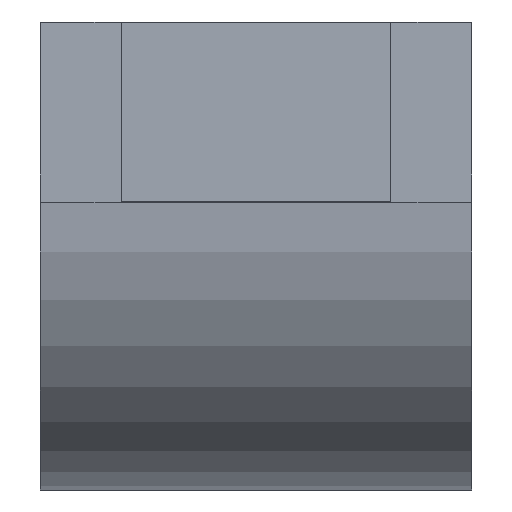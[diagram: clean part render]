
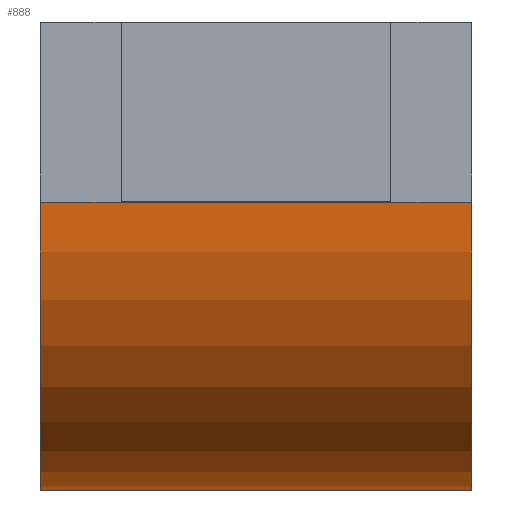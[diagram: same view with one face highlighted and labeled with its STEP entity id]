
A CAD part, top view. The second image highlights one B-rep face of the part: STEP entity #888.
In plain terms, the highlighted cylindrical face has radius 8 mm (diameter 16 mm), a partial arc.
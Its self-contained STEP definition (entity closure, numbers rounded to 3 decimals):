
#14 = LINE ( 'NONE', #379, #611 ) ;
#26 = VECTOR ( 'NONE', #598, 1000. ) ;
#27 = CARTESIAN_POINT ( 'NONE',  ( -70.3, -5., -8. ) ) ;
#29 = DIRECTION ( 'NONE',  ( -1., 0., 0. ) ) ;
#32 = VERTEX_POINT ( 'NONE', #664 ) ;
#36 = CARTESIAN_POINT ( 'NONE',  ( -70.3, -5., -8. ) ) ;
#64 = LINE ( 'NONE', #968, #26 ) ;
#81 = CARTESIAN_POINT ( 'NONE',  ( -70.3, -5., -8. ) ) ;
#117 = VECTOR ( 'NONE', #699, 1000. ) ;
#124 = EDGE_CURVE ( 'NONE', #32, #156, #160, .T. ) ;
#156 = VERTEX_POINT ( 'NONE', #225 ) ;
#157 = DIRECTION ( 'NONE',  ( 0., 0., 1. ) ) ;
#160 = LINE ( 'NONE', #299, #117 ) ;
#174 = VERTEX_POINT ( 'NONE', #614 ) ;
#189 = VERTEX_POINT ( 'NONE', #833 ) ;
#196 = AXIS2_PLACEMENT_3D ( 'NONE', #488, #29, #265 ) ;
#204 = EDGE_CURVE ( 'NONE', #875, #156, #639, .T. ) ;
#205 = CARTESIAN_POINT ( 'NONE',  ( -82.3, -5., -8. ) ) ;
#225 = CARTESIAN_POINT ( 'NONE',  ( -82.3, -5., 8. ) ) ;
#235 = CARTESIAN_POINT ( 'NONE',  ( -80.05, -5., -8. ) ) ;
#241 = EDGE_CURVE ( 'NONE', #189, #787, #915, .T. ) ;
#265 = DIRECTION ( 'NONE',  ( 0., 0., 1. ) ) ;
#299 = CARTESIAN_POINT ( 'NONE',  ( -70.3, -5., 8. ) ) ;
#306 = EDGE_CURVE ( 'NONE', #799, #174, #970, .T. ) ;
#323 = DIRECTION ( 'NONE',  ( -1., 0., 0. ) ) ;
#348 = DIRECTION ( 'NONE',  ( 0., 0., 1. ) ) ;
#352 = VECTOR ( 'NONE', #323, 1000. ) ;
#365 = FACE_OUTER_BOUND ( 'NONE', #670, .T. ) ;
#379 = CARTESIAN_POINT ( 'NONE',  ( -70.3, -5., 8. ) ) ;
#385 = DIRECTION ( 'NONE',  ( -1., 0., 0. ) ) ;
#387 = DIRECTION ( 'NONE',  ( -1., 0., 0. ) ) ;
#397 = AXIS2_PLACEMENT_3D ( 'NONE', #532, #387, #157 ) ;
#401 = ORIENTED_EDGE ( 'NONE', *, *, #306, .T. ) ;
#454 = DIRECTION ( 'NONE',  ( -1., 0., 0. ) ) ;
#488 = CARTESIAN_POINT ( 'NONE',  ( -70.3, -5., 0. ) ) ;
#532 = CARTESIAN_POINT ( 'NONE',  ( -82.3, -5., 0. ) ) ;
#562 = ORIENTED_EDGE ( 'NONE', *, *, #204, .F. ) ;
#565 = AXIS2_PLACEMENT_3D ( 'NONE', #586, #808, #348 ) ;
#571 = LINE ( 'NONE', #27, #352 ) ;
#586 = CARTESIAN_POINT ( 'NONE',  ( -70.3, -5., 0. ) ) ;
#598 = DIRECTION ( 'NONE',  ( 1., 0., 0. ) ) ;
#611 = VECTOR ( 'NONE', #385, 1000. ) ;
#614 = CARTESIAN_POINT ( 'NONE',  ( -70.3, -5., 8. ) ) ;
#615 = ORIENTED_EDGE ( 'NONE', *, *, #746, .F. ) ;
#634 = EDGE_CURVE ( 'NONE', #787, #875, #768, .T. ) ;
#639 = CIRCLE ( 'NONE', #397, 8. ) ;
#663 = EDGE_CURVE ( 'NONE', #174, #779, #14, .T. ) ;
#664 = CARTESIAN_POINT ( 'NONE',  ( -80.05, -5., 8. ) ) ;
#670 = EDGE_LOOP ( 'NONE', ( #562, #777, #935, #615, #401, #698, #929, #805 ) ) ;
#698 = ORIENTED_EDGE ( 'NONE', *, *, #663, .T. ) ;
#699 = DIRECTION ( 'NONE',  ( -1., 0., 0. ) ) ;
#746 = EDGE_CURVE ( 'NONE', #799, #189, #571, .T. ) ;
#768 = LINE ( 'NONE', #81, #972 ) ;
#769 = DIRECTION ( 'NONE',  ( -1., 0., 0. ) ) ;
#777 = ORIENTED_EDGE ( 'NONE', *, *, #634, .F. ) ;
#779 = VERTEX_POINT ( 'NONE', #788 ) ;
#781 = VECTOR ( 'NONE', #769, 1000. ) ;
#787 = VERTEX_POINT ( 'NONE', #792 ) ;
#788 = CARTESIAN_POINT ( 'NONE',  ( -72.55, -5., 8. ) ) ;
#792 = CARTESIAN_POINT ( 'NONE',  ( -80.05, -5., -8. ) ) ;
#799 = VERTEX_POINT ( 'NONE', #36 ) ;
#805 = ORIENTED_EDGE ( 'NONE', *, *, #124, .T. ) ;
#808 = DIRECTION ( 'NONE',  ( -1., 0., 0. ) ) ;
#812 = CYLINDRICAL_SURFACE ( 'NONE', #565, 8. ) ;
#833 = CARTESIAN_POINT ( 'NONE',  ( -72.55, -5., -8. ) ) ;
#875 = VERTEX_POINT ( 'NONE', #205 ) ;
#888 = ADVANCED_FACE ( 'NONE', ( #365 ), #812, .T. ) ;
#915 = LINE ( 'NONE', #235, #781 ) ;
#929 = ORIENTED_EDGE ( 'NONE', *, *, #950, .F. ) ;
#935 = ORIENTED_EDGE ( 'NONE', *, *, #241, .F. ) ;
#950 = EDGE_CURVE ( 'NONE', #32, #779, #64, .T. ) ;
#968 = CARTESIAN_POINT ( 'NONE',  ( -80.05, -5., 8. ) ) ;
#970 = CIRCLE ( 'NONE', #196, 8. ) ;
#972 = VECTOR ( 'NONE', #454, 1000. ) ;
